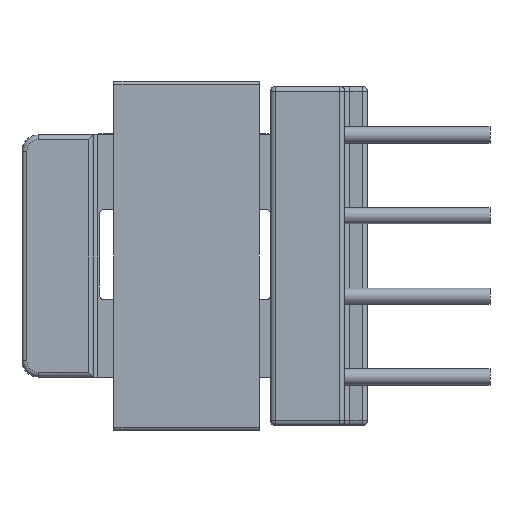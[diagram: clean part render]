
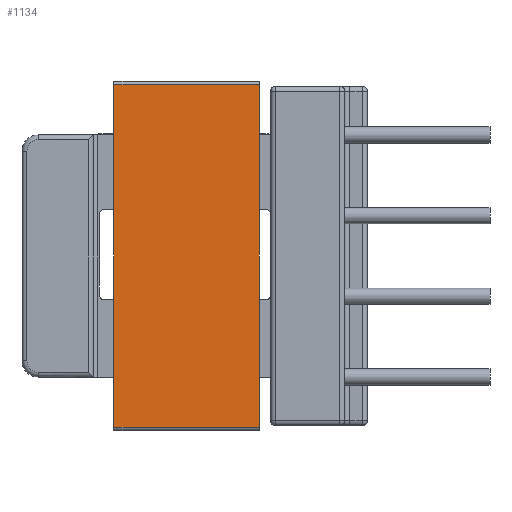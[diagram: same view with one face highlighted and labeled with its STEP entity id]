
A CAD part, left-side view. The second image highlights one B-rep face of the part: STEP entity #1134.
In plain terms, the highlighted planar face has unit normal (-1, 0, 0).
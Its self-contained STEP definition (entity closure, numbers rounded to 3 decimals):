
#538 = EDGE_CURVE ( 'NONE', #3118, #3377, #1665, .T. ) ;
#696 = LINE ( 'NONE', #6031, #3484 ) ;
#767 = CARTESIAN_POINT ( 'NONE',  ( 0.94, 3.35, 0.05 ) ) ;
#1128 = EDGE_LOOP ( 'NONE', ( #2840, #3650, #5358, #2857 ) ) ;
#1134 = ADVANCED_FACE ( 'NONE', ( #6700 ), #6562, .T. ) ;
#1348 = CARTESIAN_POINT ( 'NONE',  ( 0.94, 3.35, -10.55 ) ) ;
#1665 = LINE ( 'NONE', #6435, #5200 ) ;
#1958 = DIRECTION ( 'NONE',  ( 0., 1., 0. ) ) ;
#2326 = DIRECTION ( 'NONE',  ( 0., 0., 1. ) ) ;
#2482 = CARTESIAN_POINT ( 'NONE',  ( 0.94, 3.35, 0.05 ) ) ;
#2772 = DIRECTION ( 'NONE',  ( 0., 0., 1. ) ) ;
#2840 = ORIENTED_EDGE ( 'NONE', *, *, #5841, .F. ) ;
#2857 = ORIENTED_EDGE ( 'NONE', *, *, #4212, .T. ) ;
#3118 = VERTEX_POINT ( 'NONE', #3534 ) ;
#3377 = VERTEX_POINT ( 'NONE', #2482 ) ;
#3484 = VECTOR ( 'NONE', #2772, 1000. ) ;
#3490 = LINE ( 'NONE', #767, #6886 ) ;
#3534 = CARTESIAN_POINT ( 'NONE',  ( 0.94, 3.35, -10.55 ) ) ;
#3650 = ORIENTED_EDGE ( 'NONE', *, *, #4740, .F. ) ;
#3690 = CARTESIAN_POINT ( 'NONE',  ( 0.94, 7.85, -10.55 ) ) ;
#3754 = DIRECTION ( 'NONE',  ( 0., 1., 0. ) ) ;
#3898 = VERTEX_POINT ( 'NONE', #3690 ) ;
#4117 = VECTOR ( 'NONE', #3754, 1000. ) ;
#4212 = EDGE_CURVE ( 'NONE', #3377, #5398, #3490, .T. ) ;
#4428 = CARTESIAN_POINT ( 'NONE',  ( 0.94, 7.85, 0.05 ) ) ;
#4740 = EDGE_CURVE ( 'NONE', #3118, #3898, #6345, .T. ) ;
#5200 = VECTOR ( 'NONE', #5506, 1000. ) ;
#5358 = ORIENTED_EDGE ( 'NONE', *, *, #538, .T. ) ;
#5387 = CARTESIAN_POINT ( 'NONE',  ( 0.94, 3.35, -10.55 ) ) ;
#5398 = VERTEX_POINT ( 'NONE', #4428 ) ;
#5506 = DIRECTION ( 'NONE',  ( 0., 0., 1. ) ) ;
#5626 = DIRECTION ( 'NONE',  ( -1., 0., 0. ) ) ;
#5841 = EDGE_CURVE ( 'NONE', #3898, #5398, #696, .T. ) ;
#6031 = CARTESIAN_POINT ( 'NONE',  ( 0.94, 7.85, -10.55 ) ) ;
#6345 = LINE ( 'NONE', #5387, #4117 ) ;
#6435 = CARTESIAN_POINT ( 'NONE',  ( 0.94, 3.35, -10.55 ) ) ;
#6562 = PLANE ( 'NONE',  #6567 ) ;
#6567 = AXIS2_PLACEMENT_3D ( 'NONE', #1348, #5626, #2326 ) ;
#6700 = FACE_OUTER_BOUND ( 'NONE', #1128, .T. ) ;
#6886 = VECTOR ( 'NONE', #1958, 1000. ) ;
